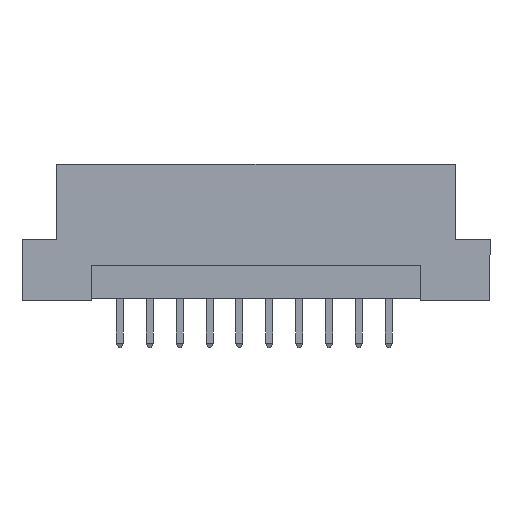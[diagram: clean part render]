
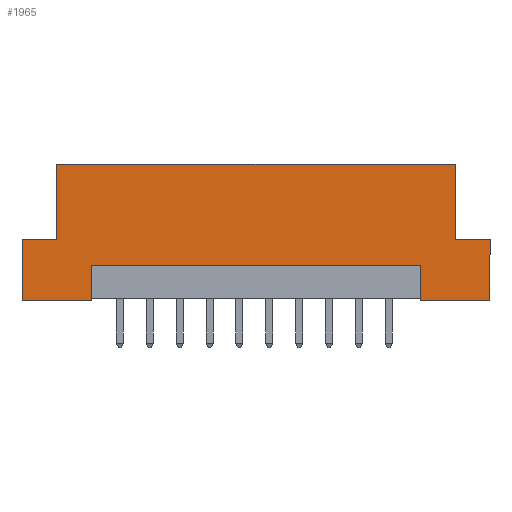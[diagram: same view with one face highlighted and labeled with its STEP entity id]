
A CAD part, front view. The second image highlights one B-rep face of the part: STEP entity #1965.
In plain terms, the highlighted planar face has unit normal (0, -1, 0).
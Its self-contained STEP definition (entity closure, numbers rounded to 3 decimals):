
#112 = ORIENTED_EDGE ( 'NONE', *, *, #511, .F. ) ;
#114 = EDGE_CURVE ( 'NONE', #2834, #3289, #356, .T. ) ;
#132 = ORIENTED_EDGE ( 'NONE', *, *, #1342, .F. ) ;
#135 = LINE ( 'NONE', #3450, #3047 ) ;
#170 = LINE ( 'NONE', #3069, #5064 ) ;
#249 = ORIENTED_EDGE ( 'NONE', *, *, #3632, .T. ) ;
#282 = DIRECTION ( 'NONE',  ( 1., 0., 0. ) ) ;
#309 = CARTESIAN_POINT ( 'NONE',  ( 19.9, -4.3, 0. ) ) ;
#348 = CARTESIAN_POINT ( 'NONE',  ( -19.9, -4.3, 5.2 ) ) ;
#356 = LINE ( 'NONE', #1143, #3931 ) ;
#421 = EDGE_CURVE ( 'NONE', #4545, #1127, #170, .T. ) ;
#511 = EDGE_CURVE ( 'NONE', #544, #3370, #3592, .T. ) ;
#539 = VERTEX_POINT ( 'NONE', #1089 ) ;
#544 = VERTEX_POINT ( 'NONE', #674 ) ;
#581 = CARTESIAN_POINT ( 'NONE',  ( 19.9, -4.3, 5.2 ) ) ;
#674 = CARTESIAN_POINT ( 'NONE',  ( -14., -4.3, 3. ) ) ;
#758 = CARTESIAN_POINT ( 'NONE',  ( 14., -4.3, 0.2 ) ) ;
#788 = LINE ( 'NONE', #2466, #4165 ) ;
#893 = DIRECTION ( 'NONE',  ( 1., 0., 0. ) ) ;
#1014 = EDGE_CURVE ( 'NONE', #5263, #3289, #788, .T. ) ;
#1085 = CARTESIAN_POINT ( 'NONE',  ( 16.94, -4.3, 5.2 ) ) ;
#1089 = CARTESIAN_POINT ( 'NONE',  ( -19.9, -4.3, 0. ) ) ;
#1094 = ORIENTED_EDGE ( 'NONE', *, *, #3352, .F. ) ;
#1127 = VERTEX_POINT ( 'NONE', #1962 ) ;
#1143 = CARTESIAN_POINT ( 'NONE',  ( 19.9, -4.3, 0. ) ) ;
#1149 = LINE ( 'NONE', #2593, #5133 ) ;
#1204 = CARTESIAN_POINT ( 'NONE',  ( 19.9, -4.3, 5.2 ) ) ;
#1206 = VECTOR ( 'NONE', #2296, 1000. ) ;
#1231 = FACE_OUTER_BOUND ( 'NONE', #4968, .T. ) ;
#1342 = EDGE_CURVE ( 'NONE', #5337, #5263, #2796, .T. ) ;
#1422 = LINE ( 'NONE', #4799, #3838 ) ;
#1484 = DIRECTION ( 'NONE',  ( 0., 0., 1. ) ) ;
#1522 = CARTESIAN_POINT ( 'NONE',  ( 19.9, -4.3, 11.6 ) ) ;
#1581 = DIRECTION ( 'NONE',  ( -1., 0., 0. ) ) ;
#1686 = DIRECTION ( 'NONE',  ( 1., 0., 0. ) ) ;
#1692 = ORIENTED_EDGE ( 'NONE', *, *, #114, .T. ) ;
#1724 = VECTOR ( 'NONE', #1686, 1000. ) ;
#1735 = ORIENTED_EDGE ( 'NONE', *, *, #5209, .T. ) ;
#1784 = DIRECTION ( 'NONE',  ( 0., 0., -1. ) ) ;
#1962 = CARTESIAN_POINT ( 'NONE',  ( -16.94, -4.3, 11.6 ) ) ;
#1965 = ADVANCED_FACE ( 'NONE', ( #1231 ), #2490, .F. ) ;
#2029 = ORIENTED_EDGE ( 'NONE', *, *, #421, .F. ) ;
#2216 = EDGE_CURVE ( 'NONE', #5337, #2470, #1422, .T. ) ;
#2246 = CARTESIAN_POINT ( 'NONE',  ( -14., -4.3, 0.2 ) ) ;
#2296 = DIRECTION ( 'NONE',  ( 0., 0., -1. ) ) ;
#2463 = LINE ( 'NONE', #758, #2575 ) ;
#2466 = CARTESIAN_POINT ( 'NONE',  ( 19.9, -4.3, 11.6 ) ) ;
#2470 = VERTEX_POINT ( 'NONE', #4258 ) ;
#2490 = PLANE ( 'NONE',  #3741 ) ;
#2575 = VECTOR ( 'NONE', #1484, 1000. ) ;
#2593 = CARTESIAN_POINT ( 'NONE',  ( -14., -4.3, 3. ) ) ;
#2614 = CARTESIAN_POINT ( 'NONE',  ( -19.9, -4.3, 5.2 ) ) ;
#2623 = DIRECTION ( 'NONE',  ( 1., 0., 0. ) ) ;
#2781 = VERTEX_POINT ( 'NONE', #4711 ) ;
#2784 = CARTESIAN_POINT ( 'NONE',  ( -16.94, -4.3, 5.2 ) ) ;
#2796 = LINE ( 'NONE', #1204, #4079 ) ;
#2799 = VERTEX_POINT ( 'NONE', #2614 ) ;
#2834 = VERTEX_POINT ( 'NONE', #3234 ) ;
#2888 = EDGE_CURVE ( 'NONE', #1127, #2470, #4561, .T. ) ;
#3047 = VECTOR ( 'NONE', #1784, 1000. ) ;
#3069 = CARTESIAN_POINT ( 'NONE',  ( -16.94, -4.3, 5.2 ) ) ;
#3146 = DIRECTION ( 'NONE',  ( 0., 0., 1. ) ) ;
#3234 = CARTESIAN_POINT ( 'NONE',  ( 14., -4.3, 0. ) ) ;
#3247 = DIRECTION ( 'NONE',  ( 1., 0., 0. ) ) ;
#3289 = VERTEX_POINT ( 'NONE', #309 ) ;
#3352 = EDGE_CURVE ( 'NONE', #2834, #2781, #2463, .T. ) ;
#3370 = VERTEX_POINT ( 'NONE', #4445 ) ;
#3444 = ORIENTED_EDGE ( 'NONE', *, *, #4579, .F. ) ;
#3450 = CARTESIAN_POINT ( 'NONE',  ( -19.9, -4.3, 11.6 ) ) ;
#3464 = EDGE_CURVE ( 'NONE', #544, #2781, #1149, .T. ) ;
#3592 = LINE ( 'NONE', #2246, #1206 ) ;
#3632 = EDGE_CURVE ( 'NONE', #2799, #539, #135, .T. ) ;
#3655 = DIRECTION ( 'NONE',  ( 0., 0., -1. ) ) ;
#3741 = AXIS2_PLACEMENT_3D ( 'NONE', #4192, #5368, #1581 ) ;
#3838 = VECTOR ( 'NONE', #3146, 1000. ) ;
#3931 = VECTOR ( 'NONE', #3247, 1000. ) ;
#3959 = VECTOR ( 'NONE', #2623, 1000. ) ;
#4079 = VECTOR ( 'NONE', #4884, 1000. ) ;
#4165 = VECTOR ( 'NONE', #3655, 1000. ) ;
#4192 = CARTESIAN_POINT ( 'NONE',  ( 19.9, -4.3, 11.6 ) ) ;
#4258 = CARTESIAN_POINT ( 'NONE',  ( 16.94, -4.3, 11.6 ) ) ;
#4344 = ORIENTED_EDGE ( 'NONE', *, *, #2216, .T. ) ;
#4352 = LINE ( 'NONE', #4377, #3959 ) ;
#4377 = CARTESIAN_POINT ( 'NONE',  ( 19.9, -4.3, 0. ) ) ;
#4379 = DIRECTION ( 'NONE',  ( 0., 0., 1. ) ) ;
#4445 = CARTESIAN_POINT ( 'NONE',  ( -14., -4.3, 0. ) ) ;
#4523 = VECTOR ( 'NONE', #282, 1000. ) ;
#4545 = VERTEX_POINT ( 'NONE', #2784 ) ;
#4561 = LINE ( 'NONE', #1522, #4523 ) ;
#4579 = EDGE_CURVE ( 'NONE', #2799, #4545, #4989, .T. ) ;
#4711 = CARTESIAN_POINT ( 'NONE',  ( 14., -4.3, 3. ) ) ;
#4799 = CARTESIAN_POINT ( 'NONE',  ( 16.94, -4.3, 5.2 ) ) ;
#4884 = DIRECTION ( 'NONE',  ( 1., 0., 0. ) ) ;
#4900 = ORIENTED_EDGE ( 'NONE', *, *, #1014, .F. ) ;
#4968 = EDGE_LOOP ( 'NONE', ( #5339, #1094, #1692, #4900, #132, #4344, #5352, #2029, #3444, #249, #1735, #112 ) ) ;
#4989 = LINE ( 'NONE', #348, #1724 ) ;
#5064 = VECTOR ( 'NONE', #4379, 1000. ) ;
#5133 = VECTOR ( 'NONE', #893, 1000. ) ;
#5209 = EDGE_CURVE ( 'NONE', #539, #3370, #4352, .T. ) ;
#5263 = VERTEX_POINT ( 'NONE', #581 ) ;
#5337 = VERTEX_POINT ( 'NONE', #1085 ) ;
#5339 = ORIENTED_EDGE ( 'NONE', *, *, #3464, .T. ) ;
#5352 = ORIENTED_EDGE ( 'NONE', *, *, #2888, .F. ) ;
#5368 = DIRECTION ( 'NONE',  ( 0., 1., 0. ) ) ;
